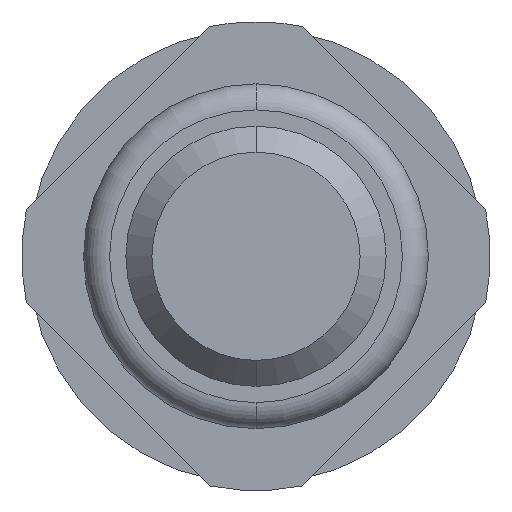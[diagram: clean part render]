
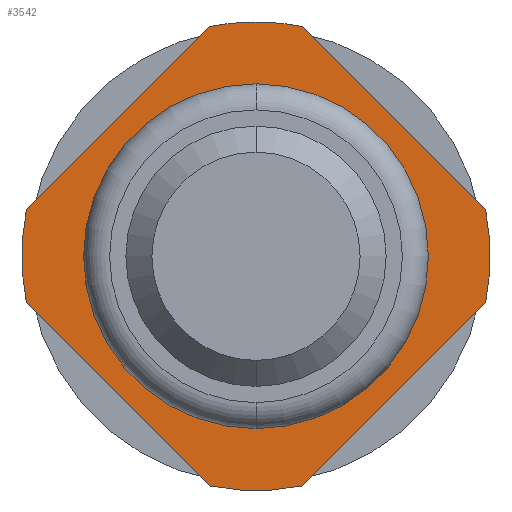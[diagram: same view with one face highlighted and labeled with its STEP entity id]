
A CAD part, front view. The second image highlights one B-rep face of the part: STEP entity #3542.
In plain terms, the highlighted planar face has unit normal (0, -1, 0).
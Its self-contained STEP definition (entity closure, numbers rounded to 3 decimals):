
#42 = CARTESIAN_POINT ( 'NONE',  ( -1.764, -2., -0.357 ) ) ;
#80 = ORIENTED_EDGE ( 'NONE', *, *, #1594, .F. ) ;
#180 = LINE ( 'NONE', #3454, #1367 ) ;
#181 = ORIENTED_EDGE ( 'NONE', *, *, #2818, .F. ) ;
#208 = CARTESIAN_POINT ( 'NONE',  ( 1.764, -2., 0.357 ) ) ;
#223 = EDGE_CURVE ( 'Defeature ausgef�hrt3_3+Defeature ausgef�hrt3_0+Defeature ausgef�hrt3_16+Defeature ausgef�hrt3_17', #3600, #2964, #296, .T. ) ;
#258 = CARTESIAN_POINT ( 'NONE',  ( 0., -2., 1.8 ) ) ;
#296 = CIRCLE ( 'NONE', #3776, 1.8 ) ;
#329 = VERTEX_POINT ( 'NONE', #3145 ) ;
#459 = EDGE_CURVE ( 'Defeature ausgef�hrt3_2+Defeature ausgef�hrt3_0+Defeature ausgef�hrt3_17+Defeature ausgef�hrt3_18', #2477, #2937, #1053, .T. ) ;
#479 = VECTOR ( 'NONE', #1904, 1000. ) ;
#497 = VERTEX_POINT ( 'NONE', #2995 ) ;
#502 = AXIS2_PLACEMENT_3D ( 'NONE', #2107, #970, #2139 ) ;
#544 = EDGE_CURVE ( 'Defeature ausgef�hrt3_0+Defeature ausgef�hrt3_12+Defeature ausgef�hrt3_12+Defeature ausgef�hrt3_12', #3000, #1977, #3140, .T. ) ;
#548 = CARTESIAN_POINT ( 'NONE',  ( -1.764, -2., 0.357 ) ) ;
#556 = CARTESIAN_POINT ( 'NONE',  ( 1.764, -2., -0.357 ) ) ;
#573 = AXIS2_PLACEMENT_3D ( 'NONE', #2234, #2570, #3112 ) ;
#631 = DIRECTION ( 'NONE',  ( 0., 1., 0. ) ) ;
#651 = PLANE ( 'NONE',  #2330 ) ;
#674 = CARTESIAN_POINT ( 'NONE',  ( 0., -2., 0. ) ) ;
#681 = EDGE_CURVE ( 'Defeature ausgef�hrt3_15+Defeature ausgef�hrt3_0+Defeature ausgef�hrt3_1+Defeature ausgef�hrt3_4', #2941, #329, #2904, .T. ) ;
#690 = AXIS2_PLACEMENT_3D ( 'NONE', #2623, #2363, #2068 ) ;
#749 = EDGE_CURVE ( 'Defeature ausgef�hrt3_4+Defeature ausgef�hrt3_0+Defeature ausgef�hrt3_15+Defeature ausgef�hrt3_16', #329, #497, #1092, .T. ) ;
#777 = DIRECTION ( 'NONE',  ( 0., 0., 1. ) ) ;
#856 = VECTOR ( 'NONE', #1890, 1000. ) ;
#925 = DIRECTION ( 'NONE',  ( 0., 0., 1. ) ) ;
#966 = DIRECTION ( 'NONE',  ( 0., 1., 0. ) ) ;
#970 = DIRECTION ( 'NONE',  ( 0., 1., 0. ) ) ;
#977 = AXIS2_PLACEMENT_3D ( 'NONE', #1113, #2297, #777 ) ;
#1053 = CIRCLE ( 'NONE', #502, 1.8 ) ;
#1078 = EDGE_CURVE ( 'Defeature ausgef�hrt3_1+Defeature ausgef�hrt3_0+Defeature ausgef�hrt3_18+Defeature ausgef�hrt3_15', #2868, #2941, #2605, .T. ) ;
#1092 = CIRCLE ( 'NONE', #690, 1.8 ) ;
#1104 = CARTESIAN_POINT ( 'NONE',  ( 0.357, -2., 1.764 ) ) ;
#1113 = CARTESIAN_POINT ( 'NONE',  ( 0., -2., 0. ) ) ;
#1199 = CARTESIAN_POINT ( 'NONE',  ( 1.8, -2., 0. ) ) ;
#1236 = AXIS2_PLACEMENT_3D ( 'NONE', #674, #966, #2468 ) ;
#1240 = ORIENTED_EDGE ( 'NONE', *, *, #1423, .F. ) ;
#1254 = DIRECTION ( 'NONE',  ( 0., 0., 1. ) ) ;
#1367 = VECTOR ( 'NONE', #3431, 1000. ) ;
#1384 = ORIENTED_EDGE ( 'NONE', *, *, #1960, .T. ) ;
#1423 = EDGE_CURVE ( 'Defeature ausgef�hrt3_18+Defeature ausgef�hrt3_0+Defeature ausgef�hrt3_2+Defeature ausgef�hrt3_1', #1499, #2868, #1983, .T. ) ;
#1470 = ORIENTED_EDGE ( 'NONE', *, *, #681, .F. ) ;
#1499 = VERTEX_POINT ( 'NONE', #1104 ) ;
#1506 = CARTESIAN_POINT ( 'NONE',  ( 0., -2., 0. ) ) ;
#1515 = EDGE_LOOP ( 'NONE', ( #3756, #1384 ) ) ;
#1538 = DIRECTION ( 'NONE',  ( 0., 0., 1. ) ) ;
#1539 = DIRECTION ( 'NONE',  ( 0.707, 0., 0.707 ) ) ;
#1594 = EDGE_CURVE ( 'Defeature ausgef�hrt3_16+Defeature ausgef�hrt3_0+Defeature ausgef�hrt3_4+Defeature ausgef�hrt3_3', #497, #3600, #180, .T. ) ;
#1612 = FACE_OUTER_BOUND ( 'NONE', #2200, .T. ) ;
#1698 = VECTOR ( 'NONE', #1539, 1000. ) ;
#1727 = CARTESIAN_POINT ( 'NONE',  ( 0., -2., 1.325 ) ) ;
#1801 = DIRECTION ( 'NONE',  ( 0., 1., 0. ) ) ;
#1803 = CARTESIAN_POINT ( 'NONE',  ( -0.161, -2., 1.961 ) ) ;
#1825 = CIRCLE ( 'NONE', #573, 1.325 ) ;
#1841 = CARTESIAN_POINT ( 'NONE',  ( -0.357, -2., 1.764 ) ) ;
#1879 = ORIENTED_EDGE ( 'NONE', *, *, #749, .F. ) ;
#1890 = DIRECTION ( 'NONE',  ( 0.707, 0., -0.707 ) ) ;
#1894 = FACE_BOUND ( 'NONE', #1515, .T. ) ;
#1904 = DIRECTION ( 'NONE',  ( -0.707, 0., -0.707 ) ) ;
#1913 = CARTESIAN_POINT ( 'NONE',  ( 1.961, -2., -0.161 ) ) ;
#1960 = EDGE_CURVE ( 'Defeature ausgef�hrt3_0+Defeature ausgef�hrt3_12+Defeature ausgef�hrt3_12+Defeature ausgef�hrt3_12', #1977, #3000, #1825, .T. ) ;
#1977 = VERTEX_POINT ( 'NONE', #2540 ) ;
#1983 = LINE ( 'NONE', #3316, #856 ) ;
#2031 = ORIENTED_EDGE ( 'NONE', *, *, #223, .F. ) ;
#2068 = DIRECTION ( 'NONE',  ( 0., 0., 1. ) ) ;
#2107 = CARTESIAN_POINT ( 'NONE',  ( 0., -2., 0. ) ) ;
#2139 = DIRECTION ( 'NONE',  ( 0., 0., 1. ) ) ;
#2200 = EDGE_LOOP ( 'NONE', ( #1240, #181, #3608, #3391, #2031, #80, #1879, #1470, #2510 ) ) ;
#2234 = CARTESIAN_POINT ( 'NONE',  ( 0., -2., 0. ) ) ;
#2297 = DIRECTION ( 'NONE',  ( 0., 1., 0. ) ) ;
#2330 = AXIS2_PLACEMENT_3D ( 'NONE', #1199, #2950, #925 ) ;
#2363 = DIRECTION ( 'NONE',  ( 0., 1., 0. ) ) ;
#2423 = AXIS2_PLACEMENT_3D ( 'NONE', #3520, #1801, #1538 ) ;
#2448 = EDGE_CURVE ( 'Defeature ausgef�hrt3_17+Defeature ausgef�hrt3_0+Defeature ausgef�hrt3_3+Defeature ausgef�hrt3_2', #2964, #2477, #3223, .T. ) ;
#2468 = DIRECTION ( 'NONE',  ( 0., 0., 1. ) ) ;
#2477 = VERTEX_POINT ( 'NONE', #1841 ) ;
#2510 = ORIENTED_EDGE ( 'NONE', *, *, #1078, .F. ) ;
#2540 = CARTESIAN_POINT ( 'NONE',  ( 0., -2., -1.325 ) ) ;
#2541 = CIRCLE ( 'NONE', #977, 1.8 ) ;
#2570 = DIRECTION ( 'NONE',  ( 0., 1., 0. ) ) ;
#2605 = CIRCLE ( 'NONE', #2423, 1.8 ) ;
#2623 = CARTESIAN_POINT ( 'NONE',  ( 0., -2., 0. ) ) ;
#2818 = EDGE_CURVE ( 'Defeature ausgef�hrt3_2+Defeature ausgef�hrt3_0+Defeature ausgef�hrt3_17+Defeature ausgef�hrt3_18', #2937, #1499, #2541, .T. ) ;
#2868 = VERTEX_POINT ( 'NONE', #208 ) ;
#2904 = LINE ( 'NONE', #1913, #479 ) ;
#2937 = VERTEX_POINT ( 'NONE', #258 ) ;
#2941 = VERTEX_POINT ( 'NONE', #556 ) ;
#2950 = DIRECTION ( 'NONE',  ( 0., 1., 0. ) ) ;
#2964 = VERTEX_POINT ( 'NONE', #548 ) ;
#2995 = CARTESIAN_POINT ( 'NONE',  ( -0.357, -2., -1.764 ) ) ;
#3000 = VERTEX_POINT ( 'NONE', #1727 ) ;
#3112 = DIRECTION ( 'NONE',  ( 0., 0., 1. ) ) ;
#3140 = CIRCLE ( 'NONE', #1236, 1.325 ) ;
#3145 = CARTESIAN_POINT ( 'NONE',  ( 0.357, -2., -1.764 ) ) ;
#3223 = LINE ( 'NONE', #1803, #1698 ) ;
#3316 = CARTESIAN_POINT ( 'NONE',  ( 1.961, -2., 0.161 ) ) ;
#3391 = ORIENTED_EDGE ( 'NONE', *, *, #2448, .F. ) ;
#3431 = DIRECTION ( 'NONE',  ( -0.707, 0., 0.707 ) ) ;
#3454 = CARTESIAN_POINT ( 'NONE',  ( -0.161, -2., -1.961 ) ) ;
#3520 = CARTESIAN_POINT ( 'NONE',  ( 0., -2., 0. ) ) ;
#3542 = ADVANCED_FACE ( 'Defeature ausgef�hrt3_0', ( #1894, #1612 ), #651, .F. ) ;
#3600 = VERTEX_POINT ( 'NONE', #42 ) ;
#3608 = ORIENTED_EDGE ( 'NONE', *, *, #459, .F. ) ;
#3756 = ORIENTED_EDGE ( 'NONE', *, *, #544, .T. ) ;
#3776 = AXIS2_PLACEMENT_3D ( 'NONE', #1506, #631, #1254 ) ;
